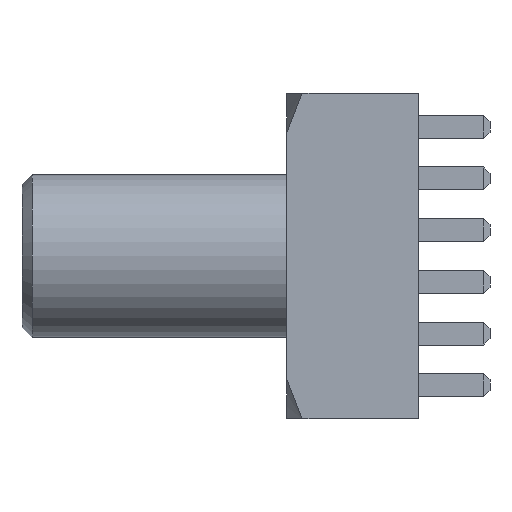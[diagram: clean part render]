
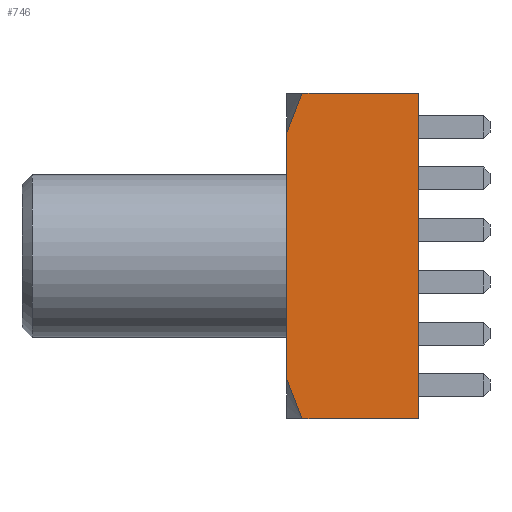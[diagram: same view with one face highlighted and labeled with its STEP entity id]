
A CAD part, left-side view. The second image highlights one B-rep face of the part: STEP entity #746.
In plain terms, the highlighted planar face has unit normal (-1, 0, 0).
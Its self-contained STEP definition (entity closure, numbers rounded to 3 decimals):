
#25 = CARTESIAN_POINT ( 'NONE',  ( -8., 6.5, 6. ) ) ;
#443 = PLANE ( 'NONE',  #6523 ) ;
#646 = CARTESIAN_POINT ( 'NONE',  ( -8., 6.5, -8. ) ) ;
#738 = DIRECTION ( 'NONE',  ( 0., -1., 0. ) ) ;
#746 = ADVANCED_FACE ( 'NONE', ( #8331 ), #443, .F. ) ;
#1098 = ORIENTED_EDGE ( 'NONE', *, *, #3318, .T. ) ;
#1171 = ORIENTED_EDGE ( 'NONE', *, *, #2835, .F. ) ;
#1478 = CARTESIAN_POINT ( 'NONE',  ( -8., 0., -8. ) ) ;
#1776 = CARTESIAN_POINT ( 'NONE',  ( -8., 5.742, -8. ) ) ;
#1850 = VERTEX_POINT ( 'NONE', #7735 ) ;
#2031 = CARTESIAN_POINT ( 'NONE',  ( -8., 6.5, -8. ) ) ;
#2084 = VECTOR ( 'NONE', #5145, 1000. ) ;
#2099 = DIRECTION ( 'NONE',  ( 0., 0., -1. ) ) ;
#2347 = CARTESIAN_POINT ( 'NONE',  ( -8., 5.742, -8. ) ) ;
#2745 = VECTOR ( 'NONE', #4779, 1000. ) ;
#2835 = EDGE_CURVE ( 'NONE', #4406, #4026, #3259, .T. ) ;
#2898 = EDGE_CURVE ( 'NONE', #9575, #3796, #8637, .T. ) ;
#3124 = CARTESIAN_POINT ( 'NONE',  ( -8., 0., 8. ) ) ;
#3196 = ORIENTED_EDGE ( 'NONE', *, *, #5931, .T. ) ;
#3259 = LINE ( 'NONE', #3652, #9130 ) ;
#3318 = EDGE_CURVE ( 'NONE', #1850, #4026, #4546, .T. ) ;
#3381 = CARTESIAN_POINT ( 'NONE',  ( -8., 5.742, 8. ) ) ;
#3440 = CARTESIAN_POINT ( 'NONE',  ( -8., 6.266, -6.675 ) ) ;
#3557 = B_SPLINE_CURVE_WITH_KNOTS ( 'NONE', 3,
 ( #3381, #3860, #3803, #25 ),
 .UNSPECIFIED., .F., .F.,
 ( 4, 4 ),
 ( 0.011, 0.013 ),
 .UNSPECIFIED. ) ;
#3652 = CARTESIAN_POINT ( 'NONE',  ( -8., 6.5, 8. ) ) ;
#3796 = VERTEX_POINT ( 'NONE', #9238 ) ;
#3803 = CARTESIAN_POINT ( 'NONE',  ( -8., 6.267, 6.672 ) ) ;
#3860 = CARTESIAN_POINT ( 'NONE',  ( -8., 6.011, 7.339 ) ) ;
#4026 = VERTEX_POINT ( 'NONE', #3124 ) ;
#4078 = VECTOR ( 'NONE', #4356, 1000. ) ;
#4112 = CARTESIAN_POINT ( 'NONE',  ( -8., 6.5, -8. ) ) ;
#4356 = DIRECTION ( 'NONE',  ( 0., 0., 1. ) ) ;
#4406 = VERTEX_POINT ( 'NONE', #8077 ) ;
#4475 = VERTEX_POINT ( 'NONE', #2347 ) ;
#4546 = LINE ( 'NONE', #1478, #2745 ) ;
#4779 = DIRECTION ( 'NONE',  ( 0., 0., 1. ) ) ;
#5145 = DIRECTION ( 'NONE',  ( 0., -1., 0. ) ) ;
#5308 = ORIENTED_EDGE ( 'NONE', *, *, #6238, .T. ) ;
#5342 = B_SPLINE_CURVE_WITH_KNOTS ( 'NONE', 3,
 ( #7925, #3440, #6370, #1776 ),
 .UNSPECIFIED., .F., .F.,
 ( 4, 4 ),
 ( 0.025, 0.027 ),
 .UNSPECIFIED. ) ;
#5652 = LINE ( 'NONE', #646, #2084 ) ;
#5931 = EDGE_CURVE ( 'NONE', #4475, #1850, #5652, .T. ) ;
#6238 = EDGE_CURVE ( 'NONE', #4406, #3796, #3557, .T. ) ;
#6370 = CARTESIAN_POINT ( 'NONE',  ( -8., 6.011, -7.341 ) ) ;
#6523 = AXIS2_PLACEMENT_3D ( 'NONE', #2031, #9745, #2099 ) ;
#6622 = EDGE_CURVE ( 'NONE', #9575, #4475, #5342, .T. ) ;
#7271 = ORIENTED_EDGE ( 'NONE', *, *, #6622, .T. ) ;
#7735 = CARTESIAN_POINT ( 'NONE',  ( -8., 0., -8. ) ) ;
#7925 = CARTESIAN_POINT ( 'NONE',  ( -8., 6.5, -6. ) ) ;
#8077 = CARTESIAN_POINT ( 'NONE',  ( -8., 5.742, 8. ) ) ;
#8331 = FACE_OUTER_BOUND ( 'NONE', #9915, .T. ) ;
#8582 = CARTESIAN_POINT ( 'NONE',  ( -8., 6.5, -6. ) ) ;
#8637 = LINE ( 'NONE', #4112, #4078 ) ;
#9130 = VECTOR ( 'NONE', #738, 1000. ) ;
#9238 = CARTESIAN_POINT ( 'NONE',  ( -8., 6.5, 6. ) ) ;
#9575 = VERTEX_POINT ( 'NONE', #8582 ) ;
#9708 = ORIENTED_EDGE ( 'NONE', *, *, #2898, .F. ) ;
#9745 = DIRECTION ( 'NONE',  ( 1., 0., 0. ) ) ;
#9915 = EDGE_LOOP ( 'NONE', ( #1171, #5308, #9708, #7271, #3196, #1098 ) ) ;
